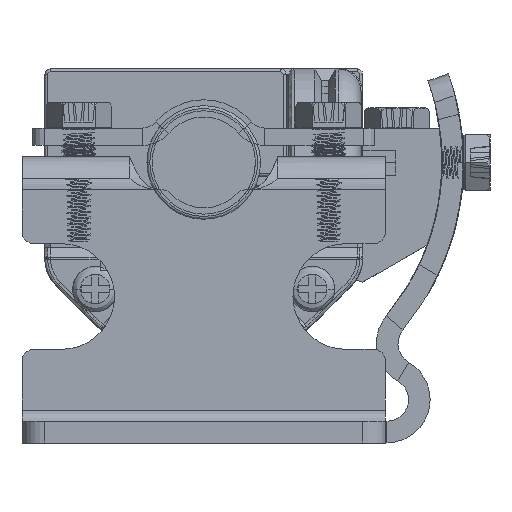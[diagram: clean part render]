
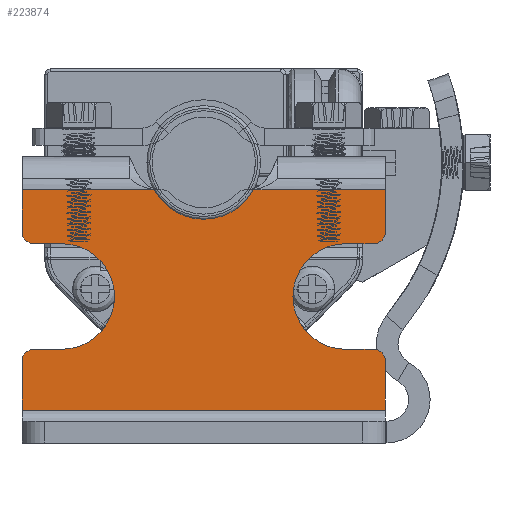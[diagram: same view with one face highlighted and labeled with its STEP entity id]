
A CAD part, front view. The second image highlights one B-rep face of the part: STEP entity #223874.
In plain terms, the highlighted planar face has unit normal (0, -1, 0).
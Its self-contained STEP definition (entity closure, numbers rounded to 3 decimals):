
#213332=CARTESIAN_POINT('',(-3.666,-1.9,21.3));
#213333=DIRECTION('',(0.,-1.,0.));
#213334=DIRECTION('',(0.733,0.,0.68));
#213335=AXIS2_PLACEMENT_3D('',#213332,#213333,#213334);
#213337=CARTESIAN_POINT('',(0.,-1.9,24.7));
#213338=DIRECTION('',(0.,1.,0.));
#213339=DIRECTION('',(0.733,0.,-0.68));
#213340=AXIS2_PLACEMENT_3D('',#213337,#213338,#213339);
#213342=CARTESIAN_POINT('',(3.666,-1.9,21.3));
#213343=DIRECTION('',(0.,-1.,0.));
#213344=DIRECTION('',(0.,0.,1.));
#213345=AXIS2_PLACEMENT_3D('',#213342,#213343,#213344);
#213347=DIRECTION('',(-1.,0.,0.));
#213348=VECTOR('',#213347,0.313);
#213349=CARTESIAN_POINT('',(3.979,-1.9,22.3));
#213350=LINE('',#213349,#213348);
#213351=CARTESIAN_POINT('',(15.,-1.9,18.55));
#213352=DIRECTION('',(0.,-1.,0.));
#213353=DIRECTION('',(0.,0.,-1.));
#213354=AXIS2_PLACEMENT_3D('',#213351,#213352,#213353);
#213356=DIRECTION('',(-1.,0.,0.));
#213357=VECTOR('',#213356,2.5);
#213358=CARTESIAN_POINT('',(15.,-1.9,17.55));
#213359=LINE('',#213358,#213357);
#213360=CARTESIAN_POINT('',(12.5,-1.9,12.9));
#213361=DIRECTION('',(0.,-1.,0.));
#213362=DIRECTION('',(0.,0.,1.));
#213363=AXIS2_PLACEMENT_3D('',#213360,#213361,#213362);
#213365=DIRECTION('',(-1.,0.,0.));
#213366=VECTOR('',#213365,2.5);
#213367=CARTESIAN_POINT('',(15.,-1.9,8.25));
#213368=LINE('',#213367,#213366);
#213369=CARTESIAN_POINT('',(15.,-1.9,7.25));
#213370=DIRECTION('',(0.,-1.,0.));
#213371=DIRECTION('',(1.,0.,0.));
#213372=AXIS2_PLACEMENT_3D('',#213369,#213370,#213371);
#213374=DIRECTION('',(1.,0.,0.));
#213375=VECTOR('',#213374,32.);
#213376=CARTESIAN_POINT('',(-16.,-1.9,2.9));
#213377=LINE('',#213376,#213375);
#213378=CARTESIAN_POINT('',(-15.,-1.9,7.25));
#213379=DIRECTION('',(0.,-1.,0.));
#213380=DIRECTION('',(0.,0.,1.));
#213381=AXIS2_PLACEMENT_3D('',#213378,#213379,#213380);
#213383=DIRECTION('',(1.,0.,0.));
#213384=VECTOR('',#213383,2.5);
#213385=CARTESIAN_POINT('',(-15.,-1.9,8.25));
#213386=LINE('',#213385,#213384);
#213387=CARTESIAN_POINT('',(-12.5,-1.9,12.9));
#213388=DIRECTION('',(0.,-1.,0.));
#213389=DIRECTION('',(0.,0.,-1.));
#213390=AXIS2_PLACEMENT_3D('',#213387,#213388,#213389);
#213392=DIRECTION('',(1.,0.,0.));
#213393=VECTOR('',#213392,2.5);
#213394=CARTESIAN_POINT('',(-15.,-1.9,17.55));
#213395=LINE('',#213394,#213393);
#213396=CARTESIAN_POINT('',(-15.,-1.9,18.55));
#213397=DIRECTION('',(0.,-1.,0.));
#213398=DIRECTION('',(-1.,0.,0.));
#213399=AXIS2_PLACEMENT_3D('',#213396,#213397,#213398);
#213401=DIRECTION('',(-1.,0.,0.));
#213402=VECTOR('',#213401,0.313);
#213403=CARTESIAN_POINT('',(-3.666,-1.9,22.3));
#213404=LINE('',#213403,#213402);
#213660=CARTESIAN_POINT('',(-3.979,-1.9,22.3));
#213662=DIRECTION('',(1.,0.,0.));
#213663=VECTOR('',#213662,12.021);
#213664=CARTESIAN_POINT('',(-16.,-1.9,22.3));
#213665=LINE('',#213664,#213663);
#214162=CARTESIAN_POINT('',(3.979,-1.9,22.3));
#214186=DIRECTION('',(1.,0.,0.));
#214187=VECTOR('',#214186,12.021);
#214188=CARTESIAN_POINT('',(3.979,-1.9,22.3));
#214189=LINE('',#214188,#214187);
#214210=DIRECTION('',(0.,0.,1.));
#214211=VECTOR('',#214210,3.75);
#214212=CARTESIAN_POINT('',(16.,-1.9,18.55));
#214213=LINE('',#214212,#214211);
#214246=DIRECTION('',(0.,0.,1.));
#214247=VECTOR('',#214246,4.35);
#214248=CARTESIAN_POINT('',(16.,-1.9,2.9));
#214249=LINE('',#214248,#214247);
#220287=DIRECTION('',(0.,0.,1.));
#220288=VECTOR('',#220287,3.75);
#220289=CARTESIAN_POINT('',(-16.,-1.9,18.55));
#220290=LINE('',#220289,#220288);
#220311=DIRECTION('',(0.,0.,1.));
#220312=VECTOR('',#220311,4.35);
#220313=CARTESIAN_POINT('',(-16.,-1.9,2.9));
#220314=LINE('',#220313,#220312);
#222860=CARTESIAN_POINT('',(12.5,-1.9,17.55));
#222861=CARTESIAN_POINT('',(12.5,-1.9,8.25));
#222862=VERTEX_POINT('',#222860);
#222863=VERTEX_POINT('',#222861);
#222864=CARTESIAN_POINT('',(-12.5,-1.9,8.25));
#222865=CARTESIAN_POINT('',(-12.5,-1.9,17.55));
#222866=VERTEX_POINT('',#222864);
#222867=VERTEX_POINT('',#222865);
#222892=CARTESIAN_POINT('',(16.,-1.9,7.25));
#222893=VERTEX_POINT('',#222892);
#222894=CARTESIAN_POINT('',(15.,-1.9,8.25));
#222895=VERTEX_POINT('',#222894);
#222900=CARTESIAN_POINT('',(15.,-1.9,17.55));
#222901=VERTEX_POINT('',#222900);
#222902=CARTESIAN_POINT('',(16.,-1.9,18.55));
#222903=VERTEX_POINT('',#222902);
#222908=CARTESIAN_POINT('',(-16.,-1.9,18.55));
#222909=VERTEX_POINT('',#222908);
#222910=CARTESIAN_POINT('',(-15.,-1.9,17.55));
#222911=VERTEX_POINT('',#222910);
#222916=CARTESIAN_POINT('',(-15.,-1.9,8.25));
#222917=VERTEX_POINT('',#222916);
#222918=CARTESIAN_POINT('',(-16.,-1.9,7.25));
#222919=VERTEX_POINT('',#222918);
#222928=CARTESIAN_POINT('',(-16.,-1.9,2.9));
#222929=VERTEX_POINT('',#222928);
#222930=CARTESIAN_POINT('',(-16.,-1.9,22.3));
#222931=VERTEX_POINT('',#222930);
#222932=CARTESIAN_POINT('',(16.,-1.9,2.9));
#222933=VERTEX_POINT('',#222932);
#222934=CARTESIAN_POINT('',(16.,-1.9,22.3));
#222935=VERTEX_POINT('',#222934);
#223026=VERTEX_POINT('',#213660);
#223027=VERTEX_POINT('',#214162);
#223036=CARTESIAN_POINT('',(-2.933,-1.9,21.98));
#223037=VERTEX_POINT('',#223036);
#223038=CARTESIAN_POINT('',(-3.666,-1.9,22.3));
#223039=VERTEX_POINT('',#223038);
#223044=CARTESIAN_POINT('',(3.666,-1.9,22.3));
#223045=VERTEX_POINT('',#223044);
#223046=CARTESIAN_POINT('',(2.933,-1.9,21.98));
#223047=VERTEX_POINT('',#223046);
#223824=CARTESIAN_POINT('',(-16.,-1.9,2.9));
#223825=DIRECTION('',(0.,1.,0.));
#223826=DIRECTION('',(0.,0.,1.));
#223827=AXIS2_PLACEMENT_3D('',#223824,#223825,#223826);
#223828=PLANE('',#223827);
#223830=ORIENTED_EDGE('',*,*,#223829,.F.);
#223832=ORIENTED_EDGE('',*,*,#223831,.F.);
#223834=ORIENTED_EDGE('',*,*,#223833,.F.);
#223836=ORIENTED_EDGE('',*,*,#223835,.F.);
#223838=ORIENTED_EDGE('',*,*,#223837,.T.);
#223840=ORIENTED_EDGE('',*,*,#223839,.F.);
#223842=ORIENTED_EDGE('',*,*,#223841,.F.);
#223844=ORIENTED_EDGE('',*,*,#223843,.T.);
#223846=ORIENTED_EDGE('',*,*,#223845,.T.);
#223848=ORIENTED_EDGE('',*,*,#223847,.F.);
#223850=ORIENTED_EDGE('',*,*,#223849,.F.);
#223852=ORIENTED_EDGE('',*,*,#223851,.F.);
#223853=ORIENTED_EDGE('',*,*,#223817,.F.);
#223855=ORIENTED_EDGE('',*,*,#223854,.T.);
#223857=ORIENTED_EDGE('',*,*,#223856,.F.);
#223859=ORIENTED_EDGE('',*,*,#223858,.T.);
#223861=ORIENTED_EDGE('',*,*,#223860,.T.);
#223863=ORIENTED_EDGE('',*,*,#223862,.F.);
#223865=ORIENTED_EDGE('',*,*,#223864,.F.);
#223867=ORIENTED_EDGE('',*,*,#223866,.T.);
#223869=ORIENTED_EDGE('',*,*,#223868,.T.);
#223871=ORIENTED_EDGE('',*,*,#223870,.F.);
#223872=EDGE_LOOP('',(#223830,#223832,#223834,#223836,#223838,#223840,#223842,
#223844,#223846,#223848,#223850,#223852,#223853,#223855,#223857,#223859,#223861,
#223863,#223865,#223867,#223869,#223871));
#223873=FACE_OUTER_BOUND('',#223872,.F.);
#223874=ADVANCED_FACE('',(#223873),#223828,.F.);
#213336=CIRCLE('',#213335,1.);
#213341=CIRCLE('',#213340,4.);
#213346=CIRCLE('',#213345,1.);
#213355=CIRCLE('',#213354,1.);
#213364=CIRCLE('',#213363,4.65);
#213373=CIRCLE('',#213372,1.);
#213382=CIRCLE('',#213381,1.);
#213391=CIRCLE('',#213390,4.65);
#213400=CIRCLE('',#213399,1.);
#223817=EDGE_CURVE('',#222929,#222933,#213377,.T.);
#223829=EDGE_CURVE('',#223037,#223039,#213336,.T.);
#223831=EDGE_CURVE('',#223047,#223037,#213341,.T.);
#223833=EDGE_CURVE('',#223045,#223047,#213346,.T.);
#223835=EDGE_CURVE('',#223027,#223045,#213350,.T.);
#223837=EDGE_CURVE('',#223027,#222935,#214189,.T.);
#223839=EDGE_CURVE('',#222903,#222935,#214213,.T.);
#223841=EDGE_CURVE('',#222901,#222903,#213355,.T.);
#223843=EDGE_CURVE('',#222901,#222862,#213359,.T.);
#223845=EDGE_CURVE('',#222862,#222863,#213364,.T.);
#223847=EDGE_CURVE('',#222895,#222863,#213368,.T.);
#223849=EDGE_CURVE('',#222893,#222895,#213373,.T.);
#223851=EDGE_CURVE('',#222933,#222893,#214249,.T.);
#223854=EDGE_CURVE('',#222929,#222919,#220314,.T.);
#223856=EDGE_CURVE('',#222917,#222919,#213382,.T.);
#223858=EDGE_CURVE('',#222917,#222866,#213386,.T.);
#223860=EDGE_CURVE('',#222866,#222867,#213391,.T.);
#223862=EDGE_CURVE('',#222911,#222867,#213395,.T.);
#223864=EDGE_CURVE('',#222909,#222911,#213400,.T.);
#223866=EDGE_CURVE('',#222909,#222931,#220290,.T.);
#223868=EDGE_CURVE('',#222931,#223026,#213665,.T.);
#223870=EDGE_CURVE('',#223039,#223026,#213404,.T.);
